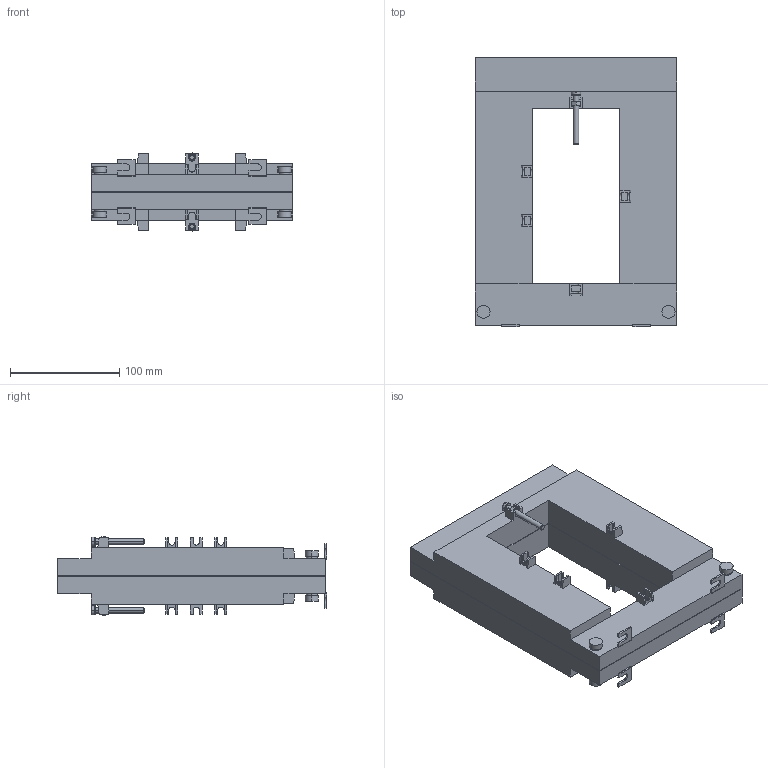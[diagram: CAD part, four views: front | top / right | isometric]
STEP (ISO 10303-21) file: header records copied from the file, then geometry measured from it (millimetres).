
FILE_DESCRIPTION((''),'2;1');
FILE_NAME('TP_816','2019-04-10T',('esors'),(''),'CREO PARAMETRIC BY PTC INC, 2015290','CREO PARAMETRIC BY PTC INC, 2015290','');
FILE_SCHEMA(('AUTOMOTIVE_DESIGN { 1 0 10303 214 1 1 1 1 }'));
Length unit declared in the file: millimetre
Products named in the file (1): TP_816
Bounding box: 184 x 246 x 72.1 mm (x, y, z)
Volume: 255320.1 mm3; surface area: 259528.8 mm2
Topology: 4 solids, 4 shells, 486 faces, 1328 edges, 864 vertices
Faces by surface type: plane 358, cylinder 84, cone 36, torus 8
Entity records: 17522 total; most frequent: CARTESIAN_POINT 3360, ORIENTED_EDGE 2656, DIRECTION 2460, COLOUR_RGB 1575, EDGE_CURVE 1328, VECTOR 1040, LINE 1040, VERTEX_POINT 864
